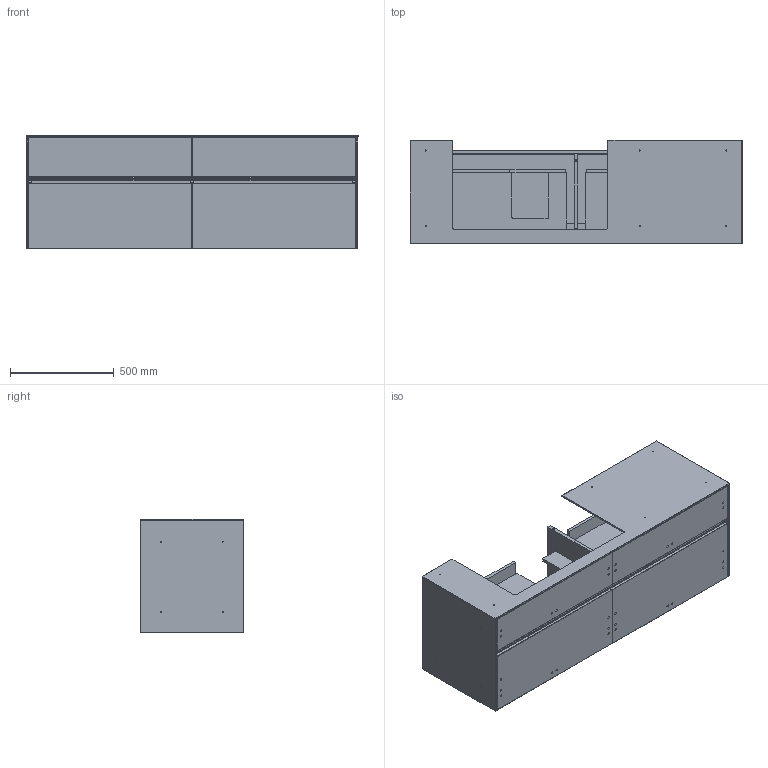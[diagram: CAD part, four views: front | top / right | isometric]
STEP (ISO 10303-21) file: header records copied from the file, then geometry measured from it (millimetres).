
FILE_DESCRIPTION((' '),'2;1');
FILE_NAME('C026B0.stp','2022-04-21T12:53:32',(' '),(' '),' ','ACIS',' ');
FILE_SCHEMA(('CONFIG_CONTROL_DESIGN'));
Length unit declared in the file: millimetre
Products named in the file (28): C026B0.stp; Körper1; Körper2; Körper3; Körper4; Körper5; Körper6; Körper7; Körper8; Körper9; Körper10; Körper11; Körper12; Körper13; Körper14; Körper15; Körper16; Körper17; Körper18; Körper19; Körper20; Körper21; Körper22; Körper23; Körper24; Körper25; Körper26; Körper27
Assembly tree (27 placements, depth 2):
  C026B0.stp
    Körper1
    Körper2
    Körper3
    Körper4
    Körper5
    Körper6
    Körper7
    Körper8
    Körper9
    Körper10
    Körper11
    Körper12
    Körper13
    Körper14
    Körper15
    Körper16
    Körper17
    Körper18
    Körper19
    Körper20
    Körper21
    Körper22
    Körper23
    Körper24
    Körper25
    Körper26
    Körper27
Bounding box: 1600 x 500 x 548 mm (x, y, z)
Volume: 71613755.7 mm3; surface area: 11343590.9 mm2
Topology: 27 solids, 27 shells, 1021 faces, 2084 edges, 1373 vertices
Faces by surface type: plane 659, cylinder 362
Full cylindrical faces by diameter (mm): 3 x88, 5 x45, 6.5 x10, 8 x55, 8.02 x47, 10 x32
Entity records: 29153 total; most frequent: DIRECTION 4640, CARTESIAN_POINT 4162, ORIENTED_EDGE 3520, AXIS2_PLACEMENT_3D 1804, EDGE_CURVE 1760, EDGE_LOOP 1602, VERTEX_POINT 1326, VECTOR 1032
